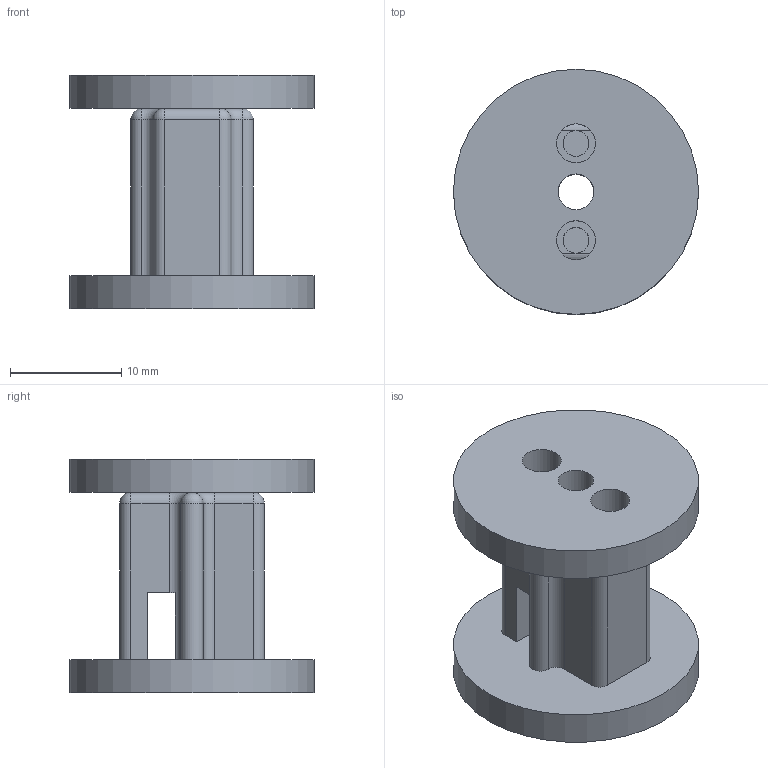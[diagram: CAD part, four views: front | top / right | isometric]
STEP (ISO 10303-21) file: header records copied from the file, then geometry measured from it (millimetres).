
FILE_DESCRIPTION(/* description */ ('STEP AP242','CAx-IF Rec.Pracs.---Representation and Presentation of Product Manufacturing Information (PMI)---4.0---2014-10-13','CAx-IF Rec.Pracs.---3D Tessellated Geometry---0.4---2014-09-14','2;1'),/* implementation_level */ '2;1');
FILE_NAME(/* name */ '678d1ebdb30bc30b59e9319f',/* time_stamp */ '2025-01-19T15:48:14Z',/* author */ (''),/* organization */ (''),/* preprocessor_version */ 'ST-DEVELOPER v20',/* originating_system */ 'ONSHAPE BY PTC INC, 1.192',/* authorisation */ ' ');
FILE_SCHEMA (('AP242_MANAGED_MODEL_BASED_3D_ENGINEERING_MIM_LF { 1 0 10303 442 1 1 4 }'));
Length unit declared in the file: metre
Products named in the file (2): Body; Face
Bounding box: 22 x 22 x 21 mm (x, y, z)
Volume: 3324.6 mm3; surface area: 2960.7 mm2
Topology: 2 solids, 2 shells, 54 faces, 138 edges, 80 vertices
Faces by surface type: cylinder 27, plane 17, sphere 6, torus 4
Full cylindrical faces by diameter (mm): 2.3 x2, 3.2 x3, 3.5 x2, 22 x2
Entity records: 1600 total; most frequent: DIRECTION 300, CARTESIAN_POINT 254, ORIENTED_EDGE 240, AXIS2_PLACEMENT_3D 124, EDGE_CURVE 120, VERTEX_POINT 78, EDGE_LOOP 76, FACE_BOUND 76
